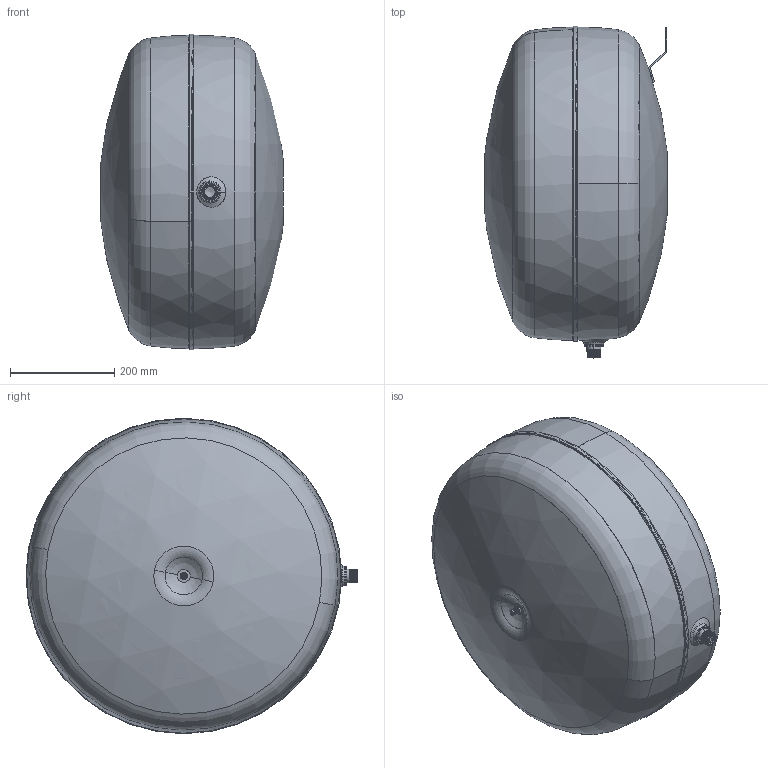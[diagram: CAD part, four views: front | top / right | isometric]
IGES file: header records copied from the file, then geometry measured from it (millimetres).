
Global section: file name: No Iges File Name specified; native system: Autodesk Inventor 2009; preprocessor: AutoDesk Inventor Iges Exporter R2009; author: CADJOBServer; date: 20100202.102017; units: millimetre
Bounding box: 350.41 x 636.55 x 605 mm (x, y, z)
Surface area: 1946985.4 mm2
Topology: 5 solids, 5 shells, 306 faces, 722 edges, 450 vertices
Faces by surface type: cone 94, revolution 59, plane 55, bspline 42, torus 30, cylinder 23, sphere 3
